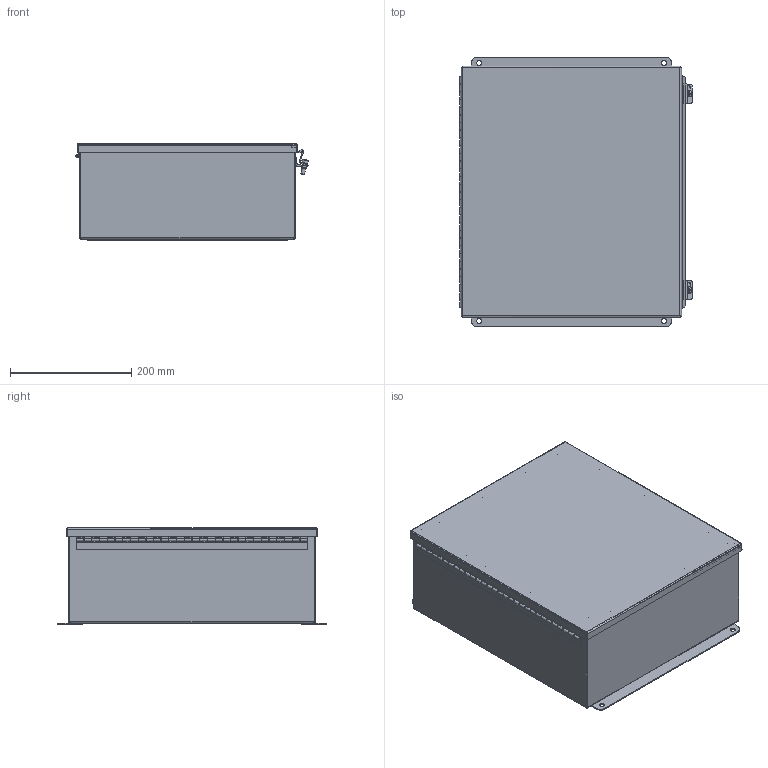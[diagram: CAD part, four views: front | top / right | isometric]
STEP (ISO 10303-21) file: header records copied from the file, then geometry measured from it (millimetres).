
FILE_DESCRIPTION(/* description */ ('B_AL TUB, 0.08 ALUMINUM, 16X14X6'),/* implementation_level */ '2;1');
FILE_NAME(/* name */ 'BN4161406CHAL.stp',/* time_stamp */ '2017-03-29T19:21:00+06:00',/* author */ ('vdas'),/* organization */ (''),/* preprocessor_version */ 'ST-DEVELOPER v16.1',/* originating_system */ 'Autodesk Inventor 2016',/* authorisation */ '');
FILE_SCHEMA (('AUTOMOTIVE_DESIGN { 1 0 10303 214 3 1 1 }'));
Length unit declared in the file: inch
Products named in the file (14): B_161406_ALBKP; 32845TH; 32845LH; 32845P; 32845; B_1614CHALLID; 34852; 3086; C2002; 372135; 3887; 38830; 316169; BN4161406CHAL
Assembly tree (21 placements, depth 3):
  BN4161406CHAL
    B_161406_ALBKP
    32845
      32845TH
      32845LH
      32845P
    B_1614CHALLID
    34852  x2
    3086  x2
    C2002  x2
    372135  x2
    3887  x4
    38830
    316169  x2
Bounding box: 383.17 x 444.5 x 159.36 mm (x, y, z)
Volume: 1232573.7 mm3; surface area: 1280151.8 mm2
Topology: 20 solids, 20 shells, 483 faces, 1185 edges, 751 vertices
Faces by surface type: plane 297, cylinder 145, bspline 24, cone 11, sphere 4, torus 2
Full cylindrical faces by diameter (mm): 2.54 x1, 2.957 x30, 3.967 x4, 4.826 x1, 4.978 x2, 6.35 x11, 7.874 x4, 7.95 x4, 8.738 x2, 10.402 x2
Entity records: 12384 total; most frequent: CARTESIAN_POINT 2667, DIRECTION 1848, ORIENTED_EDGE 1808, EDGE_CURVE 904, LINE 654, VECTOR 654, VERTEX_POINT 600, AXIS2_PLACEMENT_3D 597
